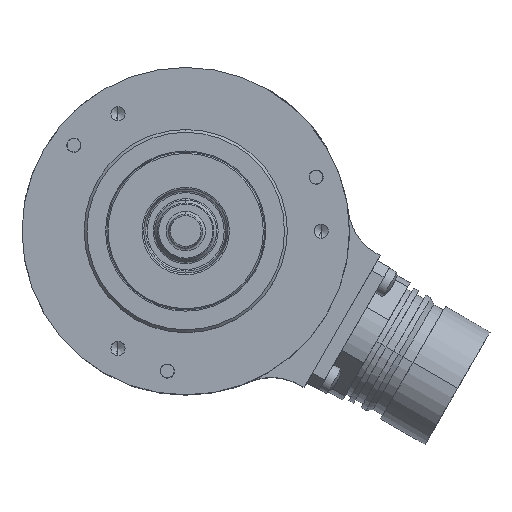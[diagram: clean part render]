
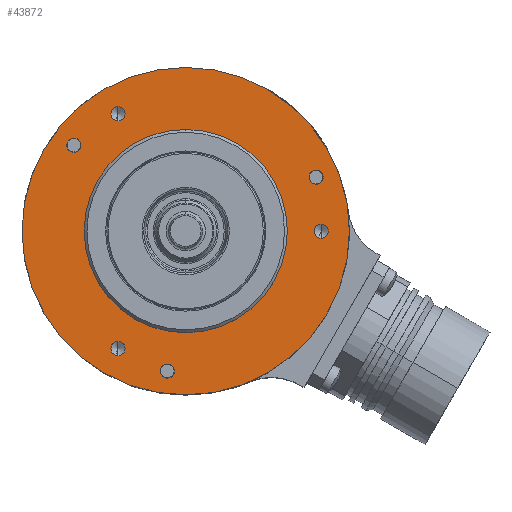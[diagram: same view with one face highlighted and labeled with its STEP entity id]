
A CAD part, top view. The second image highlights one B-rep face of the part: STEP entity #43872.
In plain terms, the highlighted planar face has unit normal (0, 0, 1).
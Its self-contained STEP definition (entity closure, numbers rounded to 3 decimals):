
#16253=CARTESIAN_POINT('',(0.,0.,17.));
#16254=DIRECTION('',(0.,0.,1.));
#16255=DIRECTION('',(1.,0.,0.));
#16256=AXIS2_PLACEMENT_3D('',#16253,#16254,#16255);
#16258=CARTESIAN_POINT('',(0.,0.,17.));
#16259=DIRECTION('',(0.,0.,1.));
#16260=DIRECTION('',(-1.,0.,0.));
#16261=AXIS2_PLACEMENT_3D('',#16258,#16259,#16260);
#16263=CARTESIAN_POINT('',(-19.834,15.219,17.));
#16264=DIRECTION('',(0.,0.,-1.));
#16265=DIRECTION('',(-0.793,0.609,0.));
#16266=AXIS2_PLACEMENT_3D('',#16263,#16264,#16265);
#16268=CARTESIAN_POINT('',(-19.834,15.219,17.));
#16269=DIRECTION('',(0.,0.,-1.));
#16270=DIRECTION('',(0.793,-0.609,0.));
#16271=AXIS2_PLACEMENT_3D('',#16268,#16269,#16270);
#16273=CARTESIAN_POINT('',(-3.263,-24.786,17.));
#16274=DIRECTION('',(0.,0.,-1.));
#16275=DIRECTION('',(-0.131,-0.991,0.));
#16276=AXIS2_PLACEMENT_3D('',#16273,#16274,#16275);
#16278=CARTESIAN_POINT('',(-3.263,-24.786,17.));
#16279=DIRECTION('',(0.,0.,-1.));
#16280=DIRECTION('',(0.131,0.991,0.));
#16281=AXIS2_PLACEMENT_3D('',#16278,#16279,#16280);
#16283=CARTESIAN_POINT('',(23.097,9.567,17.));
#16284=DIRECTION('',(0.,0.,-1.));
#16285=DIRECTION('',(0.924,0.383,0.));
#16286=AXIS2_PLACEMENT_3D('',#16283,#16284,#16285);
#16288=CARTESIAN_POINT('',(23.097,9.567,17.));
#16289=DIRECTION('',(0.,0.,-1.));
#16290=DIRECTION('',(-0.924,-0.383,0.));
#16291=AXIS2_PLACEMENT_3D('',#16288,#16289,#16290);
#16293=CARTESIAN_POINT('',(-12.,-20.785,17.));
#16294=DIRECTION('',(0.,0.,1.));
#16295=DIRECTION('',(0.,-1.,0.));
#16296=AXIS2_PLACEMENT_3D('',#16293,#16294,#16295);
#16298=CARTESIAN_POINT('',(-12.,-20.785,17.));
#16299=DIRECTION('',(0.,0.,1.));
#16300=DIRECTION('',(0.,1.,0.));
#16301=AXIS2_PLACEMENT_3D('',#16298,#16299,#16300);
#16303=CARTESIAN_POINT('',(-12.,20.785,17.));
#16304=DIRECTION('',(0.,0.,1.));
#16305=DIRECTION('',(0.,-1.,0.));
#16306=AXIS2_PLACEMENT_3D('',#16303,#16304,#16305);
#16308=CARTESIAN_POINT('',(-12.,20.785,17.));
#16309=DIRECTION('',(0.,0.,1.));
#16310=DIRECTION('',(0.,1.,0.));
#16311=AXIS2_PLACEMENT_3D('',#16308,#16309,#16310);
#16313=CARTESIAN_POINT('',(24.,0.,17.));
#16314=DIRECTION('',(0.,0.,1.));
#16315=DIRECTION('',(0.,-1.,0.));
#16316=AXIS2_PLACEMENT_3D('',#16313,#16314,#16315);
#16318=CARTESIAN_POINT('',(24.,0.,17.));
#16319=DIRECTION('',(0.,0.,1.));
#16320=DIRECTION('',(0.,1.,0.));
#16321=AXIS2_PLACEMENT_3D('',#16318,#16319,#16320);
#16327=CARTESIAN_POINT('',(0.,0.,17.));
#16328=DIRECTION('',(0.,0.,1.));
#16329=DIRECTION('',(0.,1.,0.));
#16330=AXIS2_PLACEMENT_3D('',#16327,#16328,#16329);
#16364=CARTESIAN_POINT('',(0.,0.,17.));
#16365=DIRECTION('',(0.,0.,-1.));
#16366=DIRECTION('',(0.,1.,0.));
#16367=AXIS2_PLACEMENT_3D('',#16364,#16365,#16366);
#23959=CARTESIAN_POINT('',(0.,18.,17.));
#23960=CARTESIAN_POINT('',(0.,-18.,17.));
#23961=VERTEX_POINT('',#23959);
#23962=VERTEX_POINT('',#23960);
#23963=CARTESIAN_POINT('',(29.,0.,17.));
#23964=CARTESIAN_POINT('',(-29.,0.,17.));
#23965=VERTEX_POINT('',#23963);
#23966=VERTEX_POINT('',#23964);
#23967=CARTESIAN_POINT('',(-20.826,15.98,17.));
#23968=CARTESIAN_POINT('',(-18.842,14.458,17.));
#23969=VERTEX_POINT('',#23967);
#23970=VERTEX_POINT('',#23968);
#23971=CARTESIAN_POINT('',(-3.426,-26.025,17.));
#23972=CARTESIAN_POINT('',(-3.1,-23.547,17.));
#23973=VERTEX_POINT('',#23971);
#23974=VERTEX_POINT('',#23972);
#23975=CARTESIAN_POINT('',(24.252,10.045,17.));
#23976=CARTESIAN_POINT('',(21.942,9.089,17.));
#23977=VERTEX_POINT('',#23975);
#23978=VERTEX_POINT('',#23976);
#23985=CARTESIAN_POINT('',(-12.,-22.035,17.));
#23986=CARTESIAN_POINT('',(-12.,-19.535,17.));
#23987=VERTEX_POINT('',#23985);
#23988=VERTEX_POINT('',#23986);
#23995=CARTESIAN_POINT('',(-12.,19.535,17.));
#23996=CARTESIAN_POINT('',(-12.,22.035,17.));
#23997=VERTEX_POINT('',#23995);
#23998=VERTEX_POINT('',#23996);
#24005=CARTESIAN_POINT('',(24.,-1.25,17.));
#24006=CARTESIAN_POINT('',(24.,1.25,17.));
#24007=VERTEX_POINT('',#24005);
#24008=VERTEX_POINT('',#24006);
#43821=CARTESIAN_POINT('',(0.,0.,17.));
#43822=DIRECTION('',(0.,0.,-1.));
#43823=DIRECTION('',(0.,1.,0.));
#43824=AXIS2_PLACEMENT_3D('',#43821,#43822,#43823);
#43825=PLANE('',#43824);
#43826=ORIENTED_EDGE('',*,*,#29653,.F.);
#43827=ORIENTED_EDGE('',*,*,#29590,.F.);
#43828=EDGE_LOOP('',(#43826,#43827));
#43829=FACE_OUTER_BOUND('',#43828,.F.);
#43831=ORIENTED_EDGE('',*,*,#43830,.T.);
#43833=ORIENTED_EDGE('',*,*,#43832,.F.);
#43834=EDGE_LOOP('',(#43831,#43833));
#43835=FACE_BOUND('',#43834,.F.);
#43837=ORIENTED_EDGE('',*,*,#43836,.F.);
#43839=ORIENTED_EDGE('',*,*,#43838,.F.);
#43840=EDGE_LOOP('',(#43837,#43839));
#43841=FACE_BOUND('',#43840,.F.);
#43843=ORIENTED_EDGE('',*,*,#43842,.F.);
#43845=ORIENTED_EDGE('',*,*,#43844,.F.);
#43846=EDGE_LOOP('',(#43843,#43845));
#43847=FACE_BOUND('',#43846,.F.);
#43849=ORIENTED_EDGE('',*,*,#43848,.F.);
#43851=ORIENTED_EDGE('',*,*,#43850,.F.);
#43852=EDGE_LOOP('',(#43849,#43851));
#43853=FACE_BOUND('',#43852,.F.);
#43855=ORIENTED_EDGE('',*,*,#43854,.T.);
#43857=ORIENTED_EDGE('',*,*,#43856,.T.);
#43858=EDGE_LOOP('',(#43855,#43857));
#43859=FACE_BOUND('',#43858,.F.);
#43861=ORIENTED_EDGE('',*,*,#43860,.T.);
#43863=ORIENTED_EDGE('',*,*,#43862,.T.);
#43864=EDGE_LOOP('',(#43861,#43863));
#43865=FACE_BOUND('',#43864,.F.);
#43867=ORIENTED_EDGE('',*,*,#43866,.T.);
#43869=ORIENTED_EDGE('',*,*,#43868,.T.);
#43870=EDGE_LOOP('',(#43867,#43869));
#43871=FACE_BOUND('',#43870,.F.);
#16257=CIRCLE('',#16256,29.);
#16262=CIRCLE('',#16261,29.);
#16267=CIRCLE('',#16266,1.25);
#16272=CIRCLE('',#16271,1.25);
#16277=CIRCLE('',#16276,1.25);
#16282=CIRCLE('',#16281,1.25);
#16287=CIRCLE('',#16286,1.25);
#16292=CIRCLE('',#16291,1.25);
#16297=CIRCLE('',#16296,1.25);
#16302=CIRCLE('',#16301,1.25);
#16307=CIRCLE('',#16306,1.25);
#16312=CIRCLE('',#16311,1.25);
#16317=CIRCLE('',#16316,1.25);
#16322=CIRCLE('',#16321,1.25);
#16331=CIRCLE('',#16330,18.);
#16368=CIRCLE('',#16367,18.);
#29590=EDGE_CURVE('',#23966,#23965,#16262,.T.);
#29653=EDGE_CURVE('',#23965,#23966,#16257,.T.);
#43830=EDGE_CURVE('',#23961,#23962,#16331,.T.);
#43832=EDGE_CURVE('',#23961,#23962,#16368,.T.);
#43836=EDGE_CURVE('',#23969,#23970,#16267,.T.);
#43838=EDGE_CURVE('',#23970,#23969,#16272,.T.);
#43842=EDGE_CURVE('',#23973,#23974,#16277,.T.);
#43844=EDGE_CURVE('',#23974,#23973,#16282,.T.);
#43848=EDGE_CURVE('',#23977,#23978,#16287,.T.);
#43850=EDGE_CURVE('',#23978,#23977,#16292,.T.);
#43854=EDGE_CURVE('',#23987,#23988,#16297,.T.);
#43856=EDGE_CURVE('',#23988,#23987,#16302,.T.);
#43860=EDGE_CURVE('',#23997,#23998,#16307,.T.);
#43862=EDGE_CURVE('',#23998,#23997,#16312,.T.);
#43866=EDGE_CURVE('',#24007,#24008,#16317,.T.);
#43868=EDGE_CURVE('',#24008,#24007,#16322,.T.);
#43872=ADVANCED_FACE('',(#43829,#43835,#43841,#43847,#43853,#43859,#43865,
#43871),#43825,.F.);
